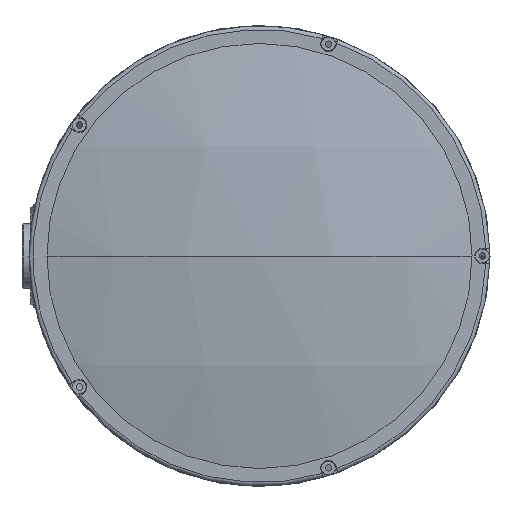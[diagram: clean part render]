
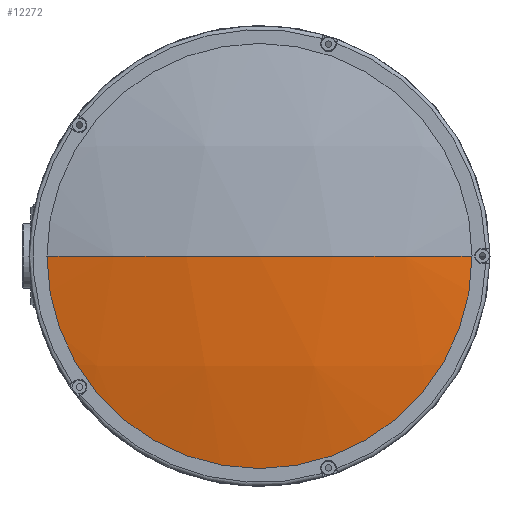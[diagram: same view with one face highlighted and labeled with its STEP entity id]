
A CAD part, left-side view. The second image highlights one B-rep face of the part: STEP entity #12272.
In plain terms, the highlighted spherical face has radius 384 mm.
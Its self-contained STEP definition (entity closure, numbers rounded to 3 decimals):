
#1344 = CARTESIAN_POINT ( 'NONE',  ( -354.022, 0.64, 0. ) ) ;
#1371 = CARTESIAN_POINT ( 'NONE',  ( -354.022, 85.64, 0. ) ) ;
#1819 = SPHERICAL_SURFACE ( 'NONE', #7702, 384. ) ;
#2433 = DIRECTION ( 'NONE',  ( 0., 0., 1. ) ) ;
#3542 = VERTEX_POINT ( 'NONE', #6904 ) ;
#3543 = DIRECTION ( 'NONE',  ( 0., 1., 0. ) ) ;
#3764 = CIRCLE ( 'NONE', #10013, 384. ) ;
#4731 = CARTESIAN_POINT ( 'NONE',  ( 20.452, 0.64, 0. ) ) ;
#4911 = DIRECTION ( 'NONE',  ( 0., 0., 1. ) ) ;
#5033 = ORIENTED_EDGE ( 'NONE', *, *, #10799, .T. ) ;
#5108 = AXIS2_PLACEMENT_3D ( 'NONE', #4731, #12157, #5782 ) ;
#5319 = FACE_OUTER_BOUND ( 'NONE', #11310, .T. ) ;
#5782 = DIRECTION ( 'NONE',  ( 0., 1., 0. ) ) ;
#6904 = CARTESIAN_POINT ( 'NONE',  ( -363.548, 0.64, 0. ) ) ;
#7274 = EDGE_CURVE ( 'NONE', #12941, #3542, #3764, .T. ) ;
#7702 = AXIS2_PLACEMENT_3D ( 'NONE', #11994, #9890, #3543 ) ;
#8138 = VERTEX_POINT ( 'NONE', #10634 ) ;
#8260 = AXIS2_PLACEMENT_3D ( 'NONE', #1344, #8800, #2433 ) ;
#8800 = DIRECTION ( 'NONE',  ( -1., 0., 0. ) ) ;
#8883 = EDGE_CURVE ( 'NONE', #12941, #8138, #10432, .T. ) ;
#9890 = DIRECTION ( 'NONE',  ( 0., 0., -1. ) ) ;
#10013 = AXIS2_PLACEMENT_3D ( 'NONE', #11266, #4911, #12340 ) ;
#10432 = CIRCLE ( 'NONE', #8260, 85. ) ;
#10634 = CARTESIAN_POINT ( 'NONE',  ( -354.022, -84.36, 0. ) ) ;
#10791 = ORIENTED_EDGE ( 'NONE', *, *, #8883, .T. ) ;
#10799 = EDGE_CURVE ( 'NONE', #8138, #3542, #13615, .T. ) ;
#11222 = ORIENTED_EDGE ( 'NONE', *, *, #7274, .F. ) ;
#11266 = CARTESIAN_POINT ( 'NONE',  ( 20.452, 0.64, 0. ) ) ;
#11310 = EDGE_LOOP ( 'NONE', ( #10791, #5033, #11222 ) ) ;
#11994 = CARTESIAN_POINT ( 'NONE',  ( 20.452, 0.64, 0. ) ) ;
#12157 = DIRECTION ( 'NONE',  ( 0., 0., -1. ) ) ;
#12272 = ADVANCED_FACE ( 'NONE', ( #5319 ), #1819, .T. ) ;
#12340 = DIRECTION ( 'NONE',  ( 0., -1., 0. ) ) ;
#12941 = VERTEX_POINT ( 'NONE', #1371 ) ;
#13615 = CIRCLE ( 'NONE', #5108, 384. ) ;
